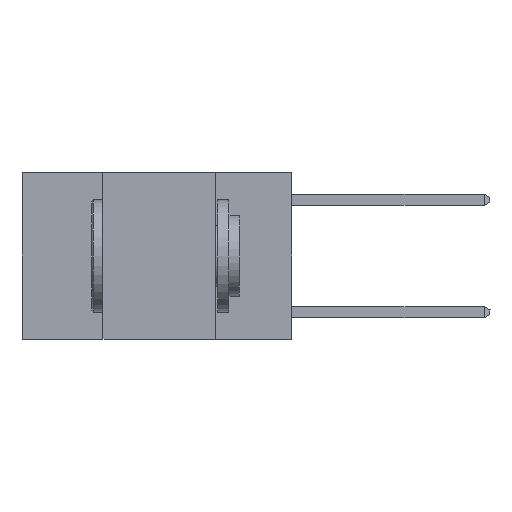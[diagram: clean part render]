
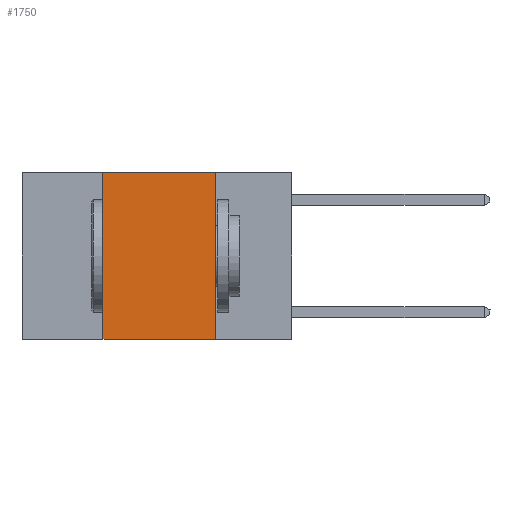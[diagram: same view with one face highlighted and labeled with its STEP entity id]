
A CAD part, left-side view. The second image highlights one B-rep face of the part: STEP entity #1750.
In plain terms, the highlighted planar face has unit normal (-1, 0, 0).
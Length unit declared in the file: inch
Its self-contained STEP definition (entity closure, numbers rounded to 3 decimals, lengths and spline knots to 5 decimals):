
#452 = DIRECTION ( 'NONE',  ( 0., -1., 0. ) ) ;
#777 = EDGE_CURVE ( 'NONE', #2724, #4622, #4997, .T. ) ;
#778 = EDGE_CURVE ( 'NONE', #2724, #7668, #5296, .T. ) ;
#797 = EDGE_CURVE ( 'NONE', #10271, #7668, #11892, .T. ) ;
#876 = DIRECTION ( 'NONE',  ( 0., -1., 0. ) ) ;
#932 = PLANE ( 'NONE',  #6929 ) ;
#1196 = CARTESIAN_POINT ( 'NONE',  ( 0., 0.42, 0. ) ) ;
#1262 = CARTESIAN_POINT ( 'NONE',  ( 0., 0.42, 0. ) ) ;
#1422 = CARTESIAN_POINT ( 'NONE',  ( 0., 0.6, -0.37 ) ) ;
#1492 = EDGE_CURVE ( 'NONE', #4622, #10271, #3717, .T. ) ;
#1653 = DIRECTION ( 'NONE',  ( 0., 0., -1. ) ) ;
#1750 = ADVANCED_FACE ( 'NONE', ( #7743 ), #932, .F. ) ;
#1983 = DIRECTION ( 'NONE',  ( 1., 0., 0. ) ) ;
#2051 = ORIENTED_EDGE ( 'NONE', *, *, #778, .T. ) ;
#2074 = CARTESIAN_POINT ( 'NONE',  ( 0., 0.17, 0. ) ) ;
#2586 = ORIENTED_EDGE ( 'NONE', *, *, #777, .F. ) ;
#2724 = VERTEX_POINT ( 'NONE', #2839 ) ;
#2839 = CARTESIAN_POINT ( 'NONE',  ( 0., 0.42, -0.37 ) ) ;
#3717 = LINE ( 'NONE', #5616, #8767 ) ;
#4374 = VECTOR ( 'NONE', #1653, 39.37008 ) ;
#4622 = VERTEX_POINT ( 'NONE', #1196 ) ;
#4997 = LINE ( 'NONE', #1262, #10268 ) ;
#5204 = ORIENTED_EDGE ( 'NONE', *, *, #1492, .F. ) ;
#5296 = LINE ( 'NONE', #1422, #7211 ) ;
#5616 = CARTESIAN_POINT ( 'NONE',  ( 0., 0.6, 0. ) ) ;
#5662 = DIRECTION ( 'NONE',  ( 0., 0., 1. ) ) ;
#6929 = AXIS2_PLACEMENT_3D ( 'NONE', #10707, #1983, #8837 ) ;
#7211 = VECTOR ( 'NONE', #876, 39.37008 ) ;
#7668 = VERTEX_POINT ( 'NONE', #12552 ) ;
#7743 = FACE_OUTER_BOUND ( 'NONE', #7930, .T. ) ;
#7930 = EDGE_LOOP ( 'NONE', ( #11646, #5204, #2586, #2051 ) ) ;
#8767 = VECTOR ( 'NONE', #452, 39.37008 ) ;
#8837 = DIRECTION ( 'NONE',  ( 0., 0., -1. ) ) ;
#9540 = CARTESIAN_POINT ( 'NONE',  ( 0., 0.17, 0. ) ) ;
#10268 = VECTOR ( 'NONE', #5662, 39.37008 ) ;
#10271 = VERTEX_POINT ( 'NONE', #9540 ) ;
#10707 = CARTESIAN_POINT ( 'NONE',  ( 0., 0.6, 0. ) ) ;
#11646 = ORIENTED_EDGE ( 'NONE', *, *, #797, .F. ) ;
#11892 = LINE ( 'NONE', #2074, #4374 ) ;
#12552 = CARTESIAN_POINT ( 'NONE',  ( 0., 0.17, -0.37 ) ) ;
